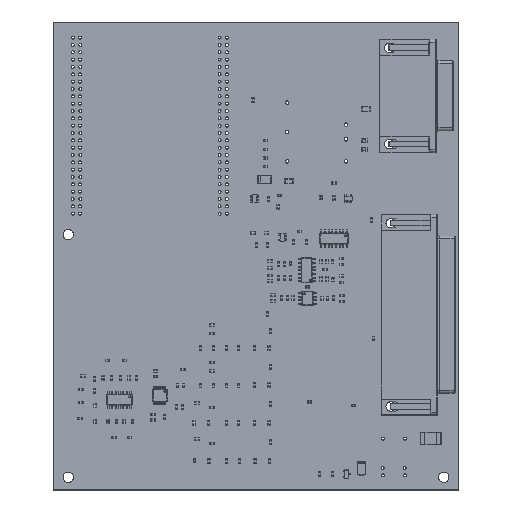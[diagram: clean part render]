
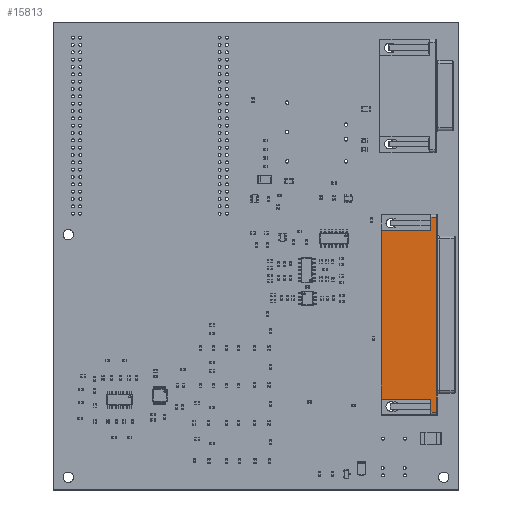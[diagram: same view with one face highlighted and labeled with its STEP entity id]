
A CAD part, top view. The second image highlights one B-rep face of the part: STEP entity #15813.
In plain terms, the highlighted planar face has unit normal (0, 0, 1).
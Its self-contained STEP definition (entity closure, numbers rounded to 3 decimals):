
#15572 = VERTEX_POINT('',#15573);
#15573 = CARTESIAN_POINT('',(-58.63,-17.4,12.5));
#15579 = EDGE_CURVE('',#15580,#15572,#15582,.T.);
#15580 = VERTEX_POINT('',#15581);
#15581 = CARTESIAN_POINT('',(8.77,-17.4,12.5));
#15582 = LINE('',#15583,#15584);
#15583 = CARTESIAN_POINT('',(8.77,-17.4,12.5));
#15584 = VECTOR('',#15585,1.);
#15585 = DIRECTION('',(-1.,0.,0.));
#15813 = ADVANCED_FACE('',(#15814),#15871,.T.);
#15814 = FACE_BOUND('',#15815,.T.);
#15815 = EDGE_LOOP('',(#15816,#15817,#15825,#15833,#15841,#15849,#15857,
    #15865));
#15816 = ORIENTED_EDGE('',*,*,#15579,.F.);
#15817 = ORIENTED_EDGE('',*,*,#15818,.T.);
#15818 = EDGE_CURVE('',#15580,#15819,#15821,.T.);
#15819 = VERTEX_POINT('',#15820);
#15820 = CARTESIAN_POINT('',(8.77,-15.4,12.5));
#15821 = LINE('',#15822,#15823);
#15822 = CARTESIAN_POINT('',(8.77,-17.4,12.5));
#15823 = VECTOR('',#15824,1.);
#15824 = DIRECTION('',(0.,1.,0.));
#15825 = ORIENTED_EDGE('',*,*,#15826,.F.);
#15826 = EDGE_CURVE('',#15827,#15819,#15829,.T.);
#15827 = VERTEX_POINT('',#15828);
#15828 = CARTESIAN_POINT('',(4.27,-15.4,12.5));
#15829 = LINE('',#15830,#15831);
#15830 = CARTESIAN_POINT('',(8.77,-15.4,12.5));
#15831 = VECTOR('',#15832,1.);
#15832 = DIRECTION('',(1.,0.,0.));
#15833 = ORIENTED_EDGE('',*,*,#15834,.F.);
#15834 = EDGE_CURVE('',#15835,#15827,#15837,.T.);
#15835 = VERTEX_POINT('',#15836);
#15836 = CARTESIAN_POINT('',(4.27,1.8,12.5));
#15837 = LINE('',#15838,#15839);
#15838 = CARTESIAN_POINT('',(4.27,-16.4,12.5));
#15839 = VECTOR('',#15840,1.);
#15840 = DIRECTION('',(0.,-1.,0.));
#15841 = ORIENTED_EDGE('',*,*,#15842,.T.);
#15842 = EDGE_CURVE('',#15835,#15843,#15845,.T.);
#15843 = VERTEX_POINT('',#15844);
#15844 = CARTESIAN_POINT('',(-54.13,1.8,12.5));
#15845 = LINE('',#15846,#15847);
#15846 = CARTESIAN_POINT('',(9.77,1.8,12.5));
#15847 = VECTOR('',#15848,1.);
#15848 = DIRECTION('',(-1.,0.,0.));
#15849 = ORIENTED_EDGE('',*,*,#15850,.F.);
#15850 = EDGE_CURVE('',#15851,#15843,#15853,.T.);
#15851 = VERTEX_POINT('',#15852);
#15852 = CARTESIAN_POINT('',(-54.13,-15.4,12.5));
#15853 = LINE('',#15854,#15855);
#15854 = CARTESIAN_POINT('',(-54.13,-16.4,12.5));
#15855 = VECTOR('',#15856,1.);
#15856 = DIRECTION('',(0.,1.,0.));
#15857 = ORIENTED_EDGE('',*,*,#15858,.F.);
#15858 = EDGE_CURVE('',#15859,#15851,#15861,.T.);
#15859 = VERTEX_POINT('',#15860);
#15860 = CARTESIAN_POINT('',(-58.63,-15.4,12.5));
#15861 = LINE('',#15862,#15863);
#15862 = CARTESIAN_POINT('',(-23.93,-15.4,12.5));
#15863 = VECTOR('',#15864,1.);
#15864 = DIRECTION('',(1.,0.,0.));
#15865 = ORIENTED_EDGE('',*,*,#15866,.F.);
#15866 = EDGE_CURVE('',#15572,#15859,#15867,.T.);
#15867 = LINE('',#15868,#15869);
#15868 = CARTESIAN_POINT('',(-58.63,-17.4,12.5));
#15869 = VECTOR('',#15870,1.);
#15870 = DIRECTION('',(0.,1.,0.));
#15871 = PLANE('',#15872);
#15872 = AXIS2_PLACEMENT_3D('',#15873,#15874,#15875);
#15873 = CARTESIAN_POINT('',(9.77,-17.4,12.5));
#15874 = DIRECTION('',(0.,0.,1.));
#15875 = DIRECTION('',(-1.,0.,0.));
